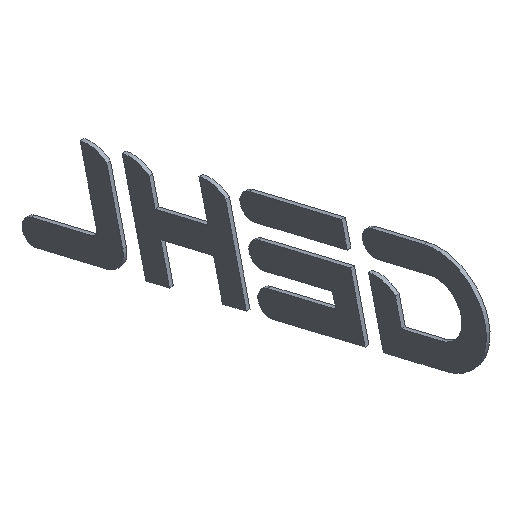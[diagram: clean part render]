
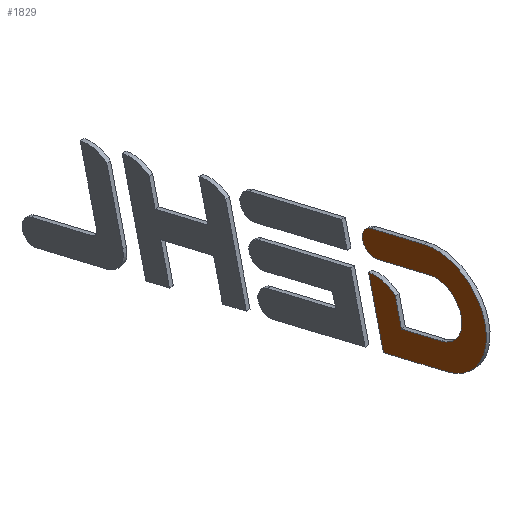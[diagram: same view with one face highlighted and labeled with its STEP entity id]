
A CAD part, isometric view. The second image highlights one B-rep face of the part: STEP entity #1829.
In plain terms, the highlighted face is planar.
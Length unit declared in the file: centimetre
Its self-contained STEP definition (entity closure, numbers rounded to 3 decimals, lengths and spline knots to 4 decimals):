
#14 = AXIS2_PLACEMENT_3D ( 'NONE', #1773, #1193, #321 ) ;
#23 = LINE ( 'NONE', #722, #629 ) ;
#70 = DIRECTION ( 'NONE',  ( -1., 0., 0. ) ) ;
#105 = CARTESIAN_POINT ( 'NONE',  ( 0., 13.6005, -3.5432 ) ) ;
#119 = ORIENTED_EDGE ( 'NONE', *, *, #2228, .F. ) ;
#126 = AXIS2_PLACEMENT_3D ( 'NONE', #1933, #523, #355 ) ;
#153 = CARTESIAN_POINT ( 'NONE',  ( 0., 9.981, 1.6638 ) ) ;
#154 = CARTESIAN_POINT ( 'NONE',  ( 0., 9.1555, 0.7748 ) ) ;
#176 = CARTESIAN_POINT ( 'NONE',  ( 0., 13.6005, 3.3148 ) ) ;
#228 = DIRECTION ( 'NONE',  ( 0., -1., 0. ) ) ;
#252 = DIRECTION ( 'NONE',  ( 0., -1., 0. ) ) ;
#321 = DIRECTION ( 'NONE',  ( 0., 0., 1. ) ) ;
#353 = ORIENTED_EDGE ( 'NONE', *, *, #1815, .F. ) ;
#355 = DIRECTION ( 'NONE',  ( 0., 0., 1. ) ) ;
#384 = CARTESIAN_POINT ( 'NONE',  ( 0., 11.378, -3.5432 ) ) ;
#391 = DIRECTION ( 'NONE',  ( 0., 0., 1. ) ) ;
#449 = DIRECTION ( 'NONE',  ( 0., -1., 0. ) ) ;
#523 = DIRECTION ( 'NONE',  ( 1., 0., 0. ) ) ;
#563 = VERTEX_POINT ( 'NONE', #789 ) ;
#627 = ORIENTED_EDGE ( 'NONE', *, *, #1904, .F. ) ;
#629 = VECTOR ( 'NONE', #391, 100. ) ;
#647 = ORIENTED_EDGE ( 'NONE', *, *, #1527, .F. ) ;
#682 = EDGE_CURVE ( 'NONE', #862, #1991, #23, .T. ) ;
#722 = CARTESIAN_POINT ( 'NONE',  ( 0., 10.8065, -1.0032 ) ) ;
#725 = CARTESIAN_POINT ( 'NONE',  ( 0., 0.6465, -0.1142 ) ) ;
#731 = DIRECTION ( 'NONE',  ( 0., 0., 1. ) ) ;
#732 = EDGE_CURVE ( 'NONE', #936, #1525, #1906, .T. ) ;
#760 = LINE ( 'NONE', #384, #2159 ) ;
#768 = CARTESIAN_POINT ( 'NONE',  ( 0., 13.6005, -1.8922 ) ) ;
#787 = ORIENTED_EDGE ( 'NONE', *, *, #1253, .F. ) ;
#789 = CARTESIAN_POINT ( 'NONE',  ( 0., 9.1555, -3.5432 ) ) ;
#844 = CARTESIAN_POINT ( 'NONE',  ( 0., 10.8065, -1.8922 ) ) ;
#862 = VERTEX_POINT ( 'NONE', #844 ) ;
#872 = EDGE_LOOP ( 'NONE', ( #2201, #1318, #1812, #353, #1167, #119, #647, #1764, #627, #787 ) ) ;
#920 = CARTESIAN_POINT ( 'NONE',  ( 0., 9.1555, -1.3842 ) ) ;
#936 = VERTEX_POINT ( 'NONE', #176 ) ;
#976 = CARTESIAN_POINT ( 'NONE',  ( 0., 9.981, 3.3148 ) ) ;
#1038 = VECTOR ( 'NONE', #1490, 100. ) ;
#1094 = VERTEX_POINT ( 'NONE', #768 ) ;
#1162 = CARTESIAN_POINT ( 'NONE',  ( 0., 10.8065, -0.1142 ) ) ;
#1167 = ORIENTED_EDGE ( 'NONE', *, *, #1322, .T. ) ;
#1179 = EDGE_CURVE ( 'NONE', #1339, #563, #760, .T. ) ;
#1186 = CIRCLE ( 'NONE', #14, 3.429 ) ;
#1193 = DIRECTION ( 'NONE',  ( -1., 0., 0. ) ) ;
#1218 = AXIS2_PLACEMENT_3D ( 'NONE', #1798, #70, #731 ) ;
#1253 = EDGE_CURVE ( 'NONE', #563, #1652, #1816, .T. ) ;
#1291 = VECTOR ( 'NONE', #1914, 100. ) ;
#1318 = ORIENTED_EDGE ( 'NONE', *, *, #2286, .F. ) ;
#1322 = EDGE_CURVE ( 'NONE', #2281, #2071, #1504, .T. ) ;
#1339 = VERTEX_POINT ( 'NONE', #105 ) ;
#1458 = PLANE ( 'NONE',  #1754 ) ;
#1465 = DIRECTION ( 'NONE',  ( -1., 0., 0. ) ) ;
#1478 = CARTESIAN_POINT ( 'NONE',  ( 0., 13.6005, 1.6638 ) ) ;
#1490 = DIRECTION ( 'NONE',  ( 0., 1., 0. ) ) ;
#1504 = LINE ( 'NONE', #2252, #1038 ) ;
#1525 = VERTEX_POINT ( 'NONE', #976 ) ;
#1527 = EDGE_CURVE ( 'NONE', #862, #1094, #1938, .T. ) ;
#1563 = CIRCLE ( 'NONE', #126, 1.778 ) ;
#1628 = CARTESIAN_POINT ( 'NONE',  ( 0., 9.981, 2.4893 ) ) ;
#1652 = VERTEX_POINT ( 'NONE', #154 ) ;
#1711 = VECTOR ( 'NONE', #1800, 100. ) ;
#1715 = CIRCLE ( 'NONE', #1218, 2.0637 ) ;
#1754 = AXIS2_PLACEMENT_3D ( 'NONE', #725, #2169, #228 ) ;
#1764 = ORIENTED_EDGE ( 'NONE', *, *, #682, .T. ) ;
#1773 = CARTESIAN_POINT ( 'NONE',  ( 0., 13.6005, -0.1142 ) ) ;
#1798 = CARTESIAN_POINT ( 'NONE',  ( 0., 9.1094, -1.2884 ) ) ;
#1800 = DIRECTION ( 'NONE',  ( 0., 0., 1. ) ) ;
#1812 = ORIENTED_EDGE ( 'NONE', *, *, #732, .T. ) ;
#1814 = DIRECTION ( 'NONE',  ( 0., 0., 1. ) ) ;
#1815 = EDGE_CURVE ( 'NONE', #2281, #1525, #1939, .T. ) ;
#1816 = LINE ( 'NONE', #920, #1711 ) ;
#1829 = ADVANCED_FACE ( 'NONE', ( #2145 ), #1458, .F. ) ;
#1851 = CARTESIAN_POINT ( 'NONE',  ( 0., 11.7908, 3.3148 ) ) ;
#1853 = VECTOR ( 'NONE', #449, 100. ) ;
#1904 = EDGE_CURVE ( 'NONE', #1652, #1991, #1715, .T. ) ;
#1906 = LINE ( 'NONE', #1851, #1853 ) ;
#1914 = DIRECTION ( 'NONE',  ( 0., 1., 0. ) ) ;
#1933 = CARTESIAN_POINT ( 'NONE',  ( 0., 13.6005, -0.1142 ) ) ;
#1938 = LINE ( 'NONE', #2284, #1291 ) ;
#1939 = CIRCLE ( 'NONE', #2193, 0.8255 ) ;
#1991 = VERTEX_POINT ( 'NONE', #1162 ) ;
#2071 = VERTEX_POINT ( 'NONE', #1478 ) ;
#2145 = FACE_OUTER_BOUND ( 'NONE', #872, .T. ) ;
#2159 = VECTOR ( 'NONE', #252, 100. ) ;
#2169 = DIRECTION ( 'NONE',  ( -1., 0., 0. ) ) ;
#2193 = AXIS2_PLACEMENT_3D ( 'NONE', #1628, #1465, #1814 ) ;
#2201 = ORIENTED_EDGE ( 'NONE', *, *, #1179, .F. ) ;
#2228 = EDGE_CURVE ( 'NONE', #1094, #2071, #1563, .T. ) ;
#2252 = CARTESIAN_POINT ( 'NONE',  ( 0., 11.7908, 1.6638 ) ) ;
#2281 = VERTEX_POINT ( 'NONE', #153 ) ;
#2284 = CARTESIAN_POINT ( 'NONE',  ( 0., 12.2035, -1.8922 ) ) ;
#2286 = EDGE_CURVE ( 'NONE', #936, #1339, #1186, .T. ) ;
